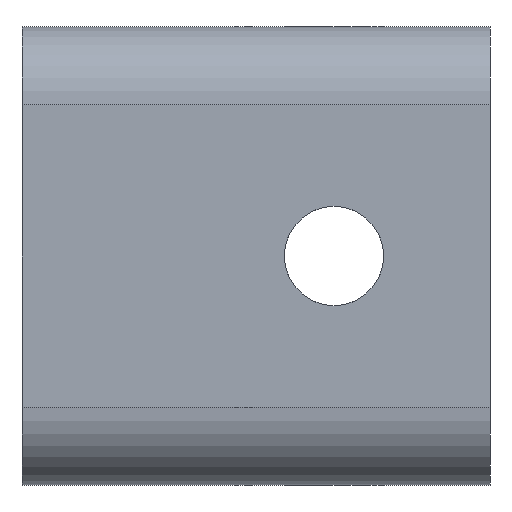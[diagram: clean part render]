
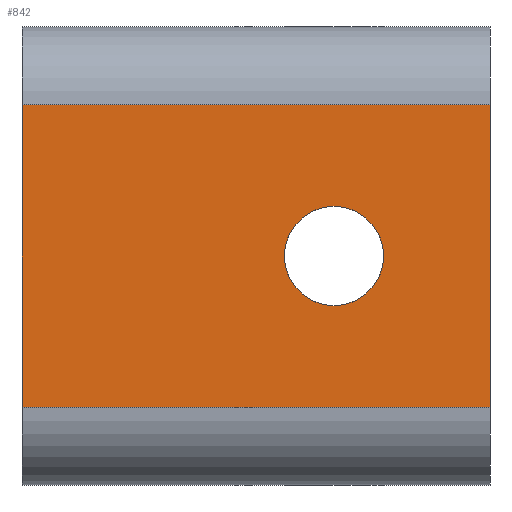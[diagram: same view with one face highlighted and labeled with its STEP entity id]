
A CAD part, left-side view. The second image highlights one B-rep face of the part: STEP entity #842.
In plain terms, the highlighted planar face has unit normal (-1, 0, 0).
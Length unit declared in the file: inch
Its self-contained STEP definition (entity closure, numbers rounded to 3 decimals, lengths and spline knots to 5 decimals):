
#19 = CARTESIAN_POINT ( 'NONE',  ( -0.3675, 0., -0.3675 ) ) ;
#97 = EDGE_CURVE ( 'NONE', #245, #864, #570, .T. ) ;
#114 = CARTESIAN_POINT ( 'NONE',  ( -0.3675, 0.75, -0.2425 ) ) ;
#134 = DIRECTION ( 'NONE',  ( 0., 0., 1. ) ) ;
#148 = CARTESIAN_POINT ( 'NONE',  ( -0.3675, 0.75, 0.2425 ) ) ;
#163 = VECTOR ( 'NONE', #1048, 39.37008 ) ;
#168 = DIRECTION ( 'NONE',  ( 1., 0., 0. ) ) ;
#170 = EDGE_CURVE ( 'NONE', #823, #245, #390, .T. ) ;
#212 = CARTESIAN_POINT ( 'NONE',  ( -0.3675, 0.75, -0.3675 ) ) ;
#216 = ORIENTED_EDGE ( 'NONE', *, *, #1053, .F. ) ;
#229 = AXIS2_PLACEMENT_3D ( 'NONE', #1172, #168, #1156 ) ;
#242 = LINE ( 'NONE', #148, #446 ) ;
#245 = VERTEX_POINT ( 'NONE', #766 ) ;
#285 = ORIENTED_EDGE ( 'NONE', *, *, #170, .T. ) ;
#334 = ORIENTED_EDGE ( 'NONE', *, *, #97, .T. ) ;
#352 = VECTOR ( 'NONE', #925, 39.37008 ) ;
#365 = ORIENTED_EDGE ( 'NONE', *, *, #1104, .F. ) ;
#390 = LINE ( 'NONE', #114, #352 ) ;
#411 = VERTEX_POINT ( 'NONE', #713 ) ;
#426 = FACE_BOUND ( 'NONE', #669, .T. ) ;
#438 = CARTESIAN_POINT ( 'NONE',  ( -0.3675, 0.75, 0.2425 ) ) ;
#446 = VECTOR ( 'NONE', #716, 39.37008 ) ;
#447 = EDGE_LOOP ( 'NONE', ( #334, #703, #216, #285 ) ) ;
#465 = CIRCLE ( 'NONE', #699, 0.0795 ) ;
#481 = CARTESIAN_POINT ( 'NONE',  ( -0.3675, 0.25, 0. ) ) ;
#570 = LINE ( 'NONE', #19, #893 ) ;
#583 = VERTEX_POINT ( 'NONE', #660 ) ;
#628 = CARTESIAN_POINT ( 'NONE',  ( -0.3675, 0.75, -0.2425 ) ) ;
#632 = FACE_OUTER_BOUND ( 'NONE', #447, .T. ) ;
#660 = CARTESIAN_POINT ( 'NONE',  ( -0.3675, 0.25, -0.0795 ) ) ;
#669 = EDGE_LOOP ( 'NONE', ( #897, #365 ) ) ;
#677 = AXIS2_PLACEMENT_3D ( 'NONE', #881, #808, #790 ) ;
#691 = LINE ( 'NONE', #212, #163 ) ;
#699 = AXIS2_PLACEMENT_3D ( 'NONE', #481, #956, #134 ) ;
#703 = ORIENTED_EDGE ( 'NONE', *, *, #899, .T. ) ;
#713 = CARTESIAN_POINT ( 'NONE',  ( -0.3675, 0.25, 0.0795 ) ) ;
#716 = DIRECTION ( 'NONE',  ( 0., 1., 0. ) ) ;
#752 = CIRCLE ( 'NONE', #677, 0.0795 ) ;
#766 = CARTESIAN_POINT ( 'NONE',  ( -0.3675, 0., -0.2425 ) ) ;
#790 = DIRECTION ( 'NONE',  ( 0., 0., 1. ) ) ;
#804 = VERTEX_POINT ( 'NONE', #438 ) ;
#808 = DIRECTION ( 'NONE',  ( -1., 0., 0. ) ) ;
#821 = EDGE_CURVE ( 'NONE', #411, #583, #752, .T. ) ;
#823 = VERTEX_POINT ( 'NONE', #628 ) ;
#842 = ADVANCED_FACE ( 'NONE', ( #426, #632 ), #1070, .F. ) ;
#864 = VERTEX_POINT ( 'NONE', #1064 ) ;
#881 = CARTESIAN_POINT ( 'NONE',  ( -0.3675, 0.25, 0. ) ) ;
#893 = VECTOR ( 'NONE', #1014, 39.37008 ) ;
#897 = ORIENTED_EDGE ( 'NONE', *, *, #821, .F. ) ;
#899 = EDGE_CURVE ( 'NONE', #864, #804, #242, .T. ) ;
#925 = DIRECTION ( 'NONE',  ( 0., -1., 0. ) ) ;
#956 = DIRECTION ( 'NONE',  ( -1., 0., 0. ) ) ;
#1014 = DIRECTION ( 'NONE',  ( 0., 0., 1. ) ) ;
#1048 = DIRECTION ( 'NONE',  ( 0., 0., 1. ) ) ;
#1053 = EDGE_CURVE ( 'NONE', #823, #804, #691, .T. ) ;
#1064 = CARTESIAN_POINT ( 'NONE',  ( -0.3675, 0., 0.2425 ) ) ;
#1070 = PLANE ( 'NONE',  #229 ) ;
#1104 = EDGE_CURVE ( 'NONE', #583, #411, #465, .T. ) ;
#1156 = DIRECTION ( 'NONE',  ( 0., 0., -1. ) ) ;
#1172 = CARTESIAN_POINT ( 'NONE',  ( -0.3675, 0.75, -0.3675 ) ) ;
